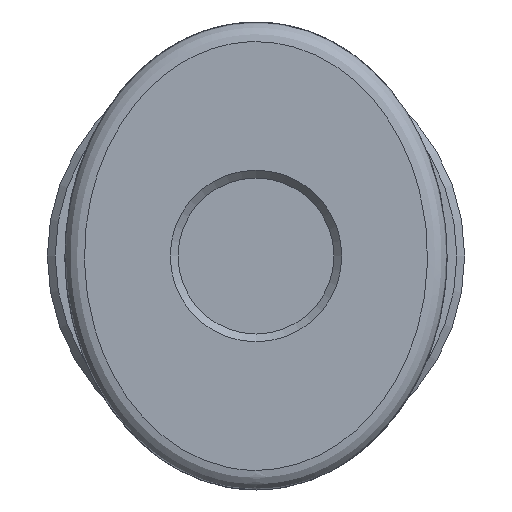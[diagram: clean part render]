
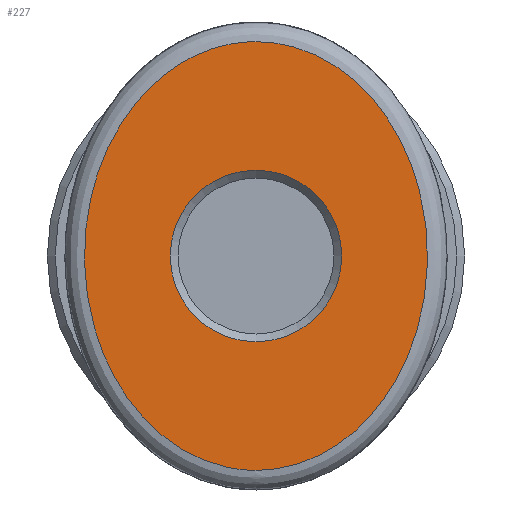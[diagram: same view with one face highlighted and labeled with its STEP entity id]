
A CAD part, front view. The second image highlights one B-rep face of the part: STEP entity #227.
In plain terms, the highlighted planar face has unit normal (0, -1, 0).
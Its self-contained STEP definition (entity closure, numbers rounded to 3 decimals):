
#29=B_SPLINE_CURVE_WITH_KNOTS('',3,(#425,#426,#427,#428,#429,#430,#431,
#432,#433,#434,#435,#436,#437,#438,#439,#440,#441,#442,#443),
 .UNSPECIFIED.,.T.,.F.,(1,1,1,1,1,1,1,1,1,1,1,1,1,1,1,1,1,1,1,1,1,1,1),
(-0.006,-0.004,-0.002,0.,0.002,
0.004,0.006,0.008,0.01,
0.012,0.014,0.016,0.018,
0.02,0.022,0.024,0.026,
0.028,0.029,0.031,0.033,
0.035,0.037),.UNSPECIFIED.);
#36=PLANE('',#269);
#54=ORIENTED_EDGE('',*,*,#92,.T.);
#55=ORIENTED_EDGE('',*,*,#93,.T.);
#92=EDGE_CURVE('',#112,#112,#130,.T.);
#93=EDGE_CURVE('',#113,#113,#29,.T.);
#112=VERTEX_POINT('',#424);
#113=VERTEX_POINT('',#444);
#130=CIRCLE('',#270,2.2);
#148=EDGE_LOOP('',(#54));
#149=EDGE_LOOP('',(#55));
#188=FACE_BOUND('',#148,.T.);
#189=FACE_BOUND('',#149,.T.);
#227=ADVANCED_FACE('',(#188,#189),#36,.F.);
#269=AXIS2_PLACEMENT_3D('',#422,#318,#319);
#270=AXIS2_PLACEMENT_3D('',#423,#320,#321);
#318=DIRECTION('',(0.,1.,0.));
#319=DIRECTION('',(0.,0.,1.));
#320=DIRECTION('',(0.,1.,0.));
#321=DIRECTION('',(0.,0.,1.));
#422=CARTESIAN_POINT('',(0.,-2.9,0.));
#423=CARTESIAN_POINT('',(0.,-2.9,0.));
#424=CARTESIAN_POINT('',(0.,-2.9,2.2));
#425=CARTESIAN_POINT('',(-1.95,-2.9,-5.117));
#426=CARTESIAN_POINT('',(0.001,-2.9,-5.691));
#427=CARTESIAN_POINT('',(1.947,-2.9,-5.117));
#428=CARTESIAN_POINT('',(3.376,-2.9,-3.731));
#429=CARTESIAN_POINT('',(4.218,-2.9,-1.943));
#430=CARTESIAN_POINT('',(4.491,-2.9,0.003));
#431=CARTESIAN_POINT('',(4.218,-2.9,1.94));
#432=CARTESIAN_POINT('',(3.381,-2.9,3.724));
#433=CARTESIAN_POINT('',(1.953,-2.9,5.115));
#434=CARTESIAN_POINT('',(0.004,-2.9,5.691));
#435=CARTESIAN_POINT('',(-1.938,-2.9,5.122));
#436=CARTESIAN_POINT('',(-3.376,-2.9,3.733));
#437=CARTESIAN_POINT('',(-4.217,-2.9,1.944));
#438=CARTESIAN_POINT('',(-4.492,-2.9,-0.004));
#439=CARTESIAN_POINT('',(-4.214,-2.9,-1.95));
#440=CARTESIAN_POINT('',(-3.384,-2.9,-3.718));
#441=CARTESIAN_POINT('',(-1.95,-2.9,-5.117));
#442=CARTESIAN_POINT('',(0.001,-2.9,-5.691));
#443=CARTESIAN_POINT('',(1.947,-2.9,-5.117));
#444=CARTESIAN_POINT('',(0.,-2.9,-5.5));
